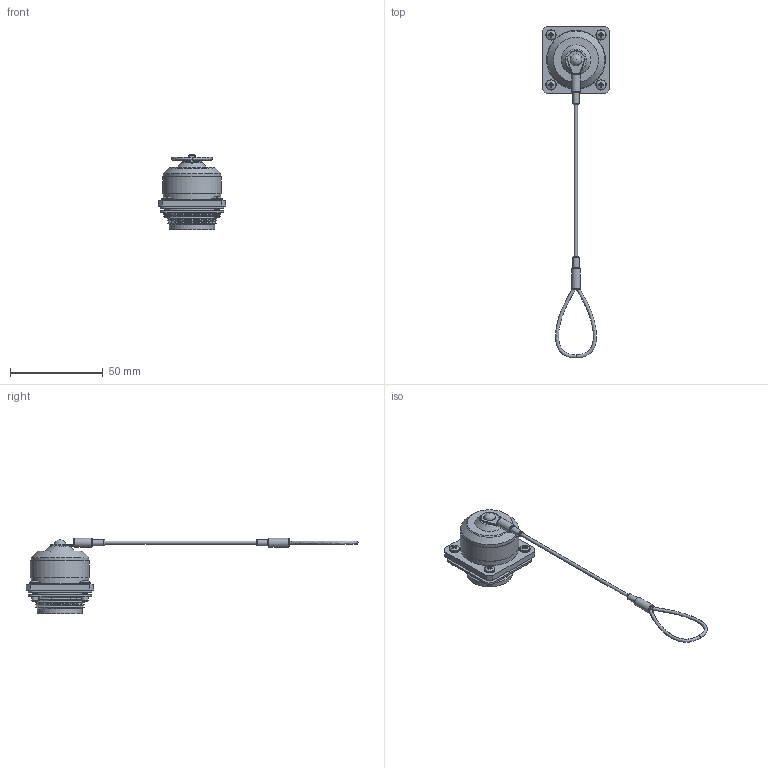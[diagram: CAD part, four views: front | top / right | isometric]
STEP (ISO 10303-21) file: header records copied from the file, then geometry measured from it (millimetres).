
FILE_DESCRIPTION (( 'STEP AP214' ), '1' );
FILE_NAME ('ECSH3201U00.STEP', '2018-01-15T20:40:45', ( '' ), ( '' ), 'SwSTEP 2.0', 'SolidWorks 2014', '' );
FILE_SCHEMA (( 'AUTOMOTIVE_DESIGN' ));
Length unit declared in the file: inch
Products named in the file (7): 3AB10-036-MA1; 3AB10-038; 3AA01-033; 3AA13-007; 3AA13-006; ECSH3201U00
Assembly tree (9 placements, depth 2):
  ECSH3201U00
    ECSH3201U00
    3AA13-006
    3AA13-007
    3AA01-033  x4
    3AB10-038
    3AB10-036-MA1
Bounding box: 36.58 x 179.26 x 40.69 mm (x, y, z)
Volume: 26486.5 mm3; surface area: 16871.1 mm2
Topology: 14 solids, 14 shells, 567 faces, 1475 edges, 961 vertices
Faces by surface type: cylinder 247, plane 229, cone 46, torus 21, bspline 20, sphere 4
Full cylindrical faces by diameter (mm): 1.27 x1, 1.702 x1, 2.54 x4, 3.302 x2, 3.428 x1, 3.429 x2, 3.531 x12, 3.556 x4, 4.699 x2, 5.563 x4, 14.732 x2, 22.784 x1, 24.435 x1, 24.943 x12, 26.797 x2, 27.305 x1, 31.064 x2, 31.75 x1, 32.004 x2
Entity records: 15819 total; most frequent: CARTESIAN_POINT 5096, DIRECTION 1525, ORIENTED_EDGE 1500, EDGE_CURVE 750, AXIS2_PLACEMENT_3D 559, VERTEX_POINT 538, EDGE_LOOP 528, FACE_OUTER_BOUND 411
